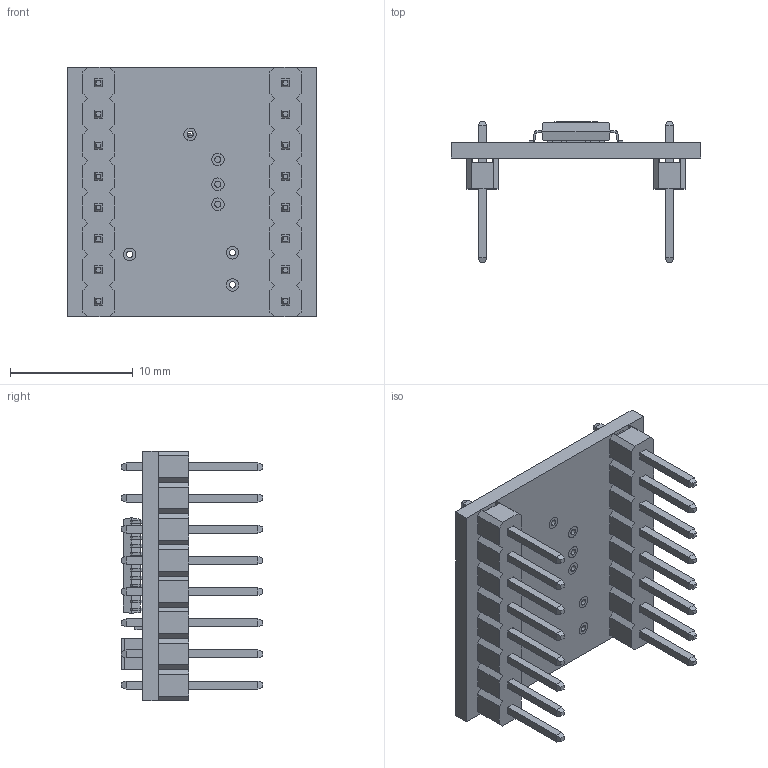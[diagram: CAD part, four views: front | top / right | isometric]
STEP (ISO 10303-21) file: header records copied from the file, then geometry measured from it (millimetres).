
FILE_DESCRIPTION (( 'STEP AP214' ), '1' );
FILE_NAME ('TB6612FNG-module.STEP', '2021-06-02T02:58:03', ( '' ), ( '' ), 'SwSTEP 2.0', 'SolidWorks 2017', '' );
FILE_SCHEMA (( 'AUTOMOTIVE_DESIGN' ));
Length unit declared in the file: inch
Products named in the file (1): ROB-14450
Bounding box: 20.32 x 11.5 x 20.32 mm (x, y, z)
Volume: 861.7 mm3; surface area: 2526.4 mm2
Topology: 75 solids, 75 shells, 1041 faces, 2534 edges, 1644 vertices
Faces by surface type: plane 805, cylinder 236
Entity records: 31234 total; most frequent: CARTESIAN_POINT 5220, DIRECTION 5090, ORIENTED_EDGE 5068, EDGE_CURVE 2534, LINE 2062, VECTOR 2062, VERTEX_POINT 1644, AXIS2_PLACEMENT_3D 1514
